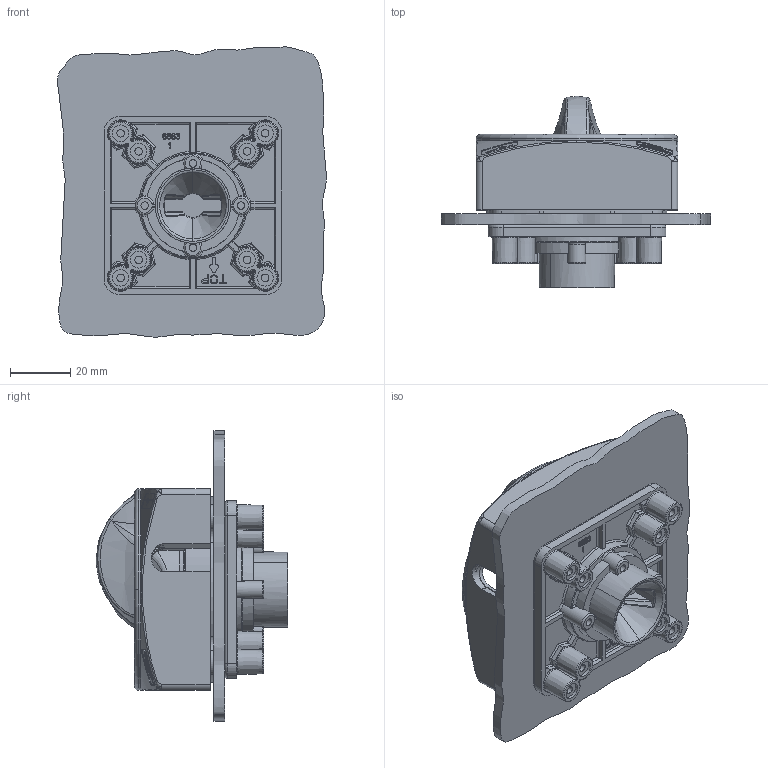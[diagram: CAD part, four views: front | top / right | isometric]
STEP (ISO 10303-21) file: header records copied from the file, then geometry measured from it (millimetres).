
FILE_DESCRIPTION((''),'2;1');
FILE_NAME('VAG-BL6-3D-P_NEUTRA_ASM','2015-12-16T',('mangiapr'),(''),'PRO/ENGINEER BY PARAMETRIC TECHNOLOGY CORPORATION, 2011080','PRO/ENGINEER BY PARAMETRIC TECHNOLOGY CORPORATION, 2011080','');
FILE_SCHEMA(('CONFIG_CONTROL_DESIGN'));
Products named in the file (8): 6764_PIENO; 6837; PANNELLO; 6435; 6663-003-PIENO; 6828-PIENO; 6422; VAG-BL6-3D-P_NEUTRA_ASM
Assembly tree (7 placements, depth 2):
  VAG-BL6-3D-P_NEUTRA_ASM
    6764_PIENO
    6837
    PANNELLO
    6435
    6663-003-PIENO
    6828-PIENO
    6422
Bounding box: 89.35 x 63.6 x 96.39 mm (x, y, z)
Volume: 104667.7 mm3; surface area: 89734.9 mm2
Topology: 7 solids, 13 shells, 2122 faces, 5622 edges, 3629 vertices
Faces by surface type: plane 1113, cylinder 565, torus 150, bspline 130, cone 102, sphere 56, extrusion 6
Entity records: 76089 total; most frequent: CARTESIAN_POINT 23751, ORIENTED_EDGE 11244, DIRECTION 10506, EDGE_CURVE 5622, AXIS2_PLACEMENT_3D 3721, VERTEX_POINT 3629, VECTOR 3064, LINE 3058
